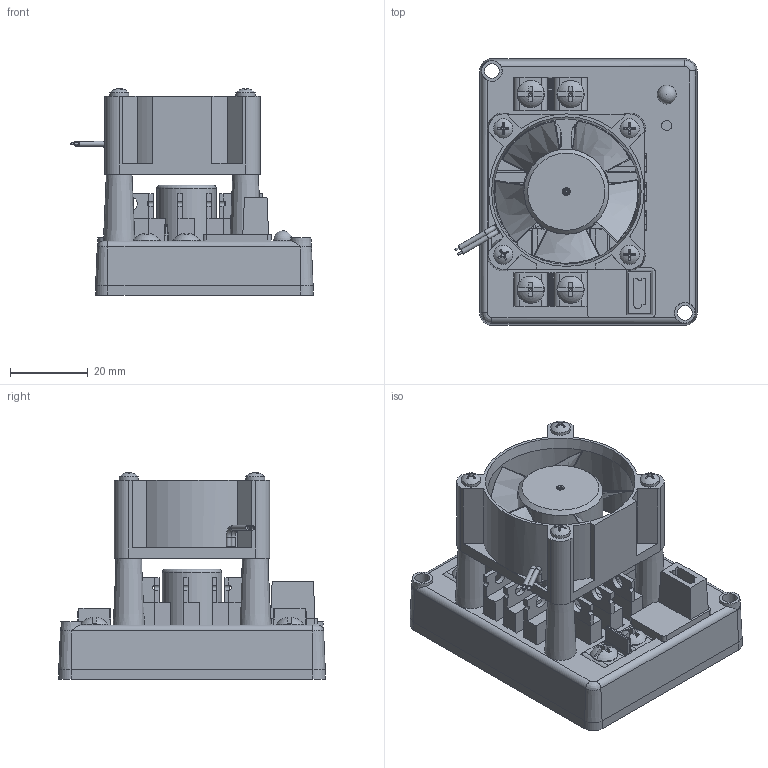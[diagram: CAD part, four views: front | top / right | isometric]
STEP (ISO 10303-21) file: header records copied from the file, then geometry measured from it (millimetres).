
FILE_DESCRIPTION(/* description */ ('Speed Controller, Victor 888'),/* implementation_level */ '2;1');
FILE_NAME(/* name */ 'CS_Controller_217-2769.ipt.stp',/* time_stamp */ '2016-01-07T16:35:57-08:00',/* author */ ('Autodesk, Inc.'),/* organization */ ('Autodesk, Inc.'),/* preprocessor_version */ 'ST-DEVELOPER v16.1',/* originating_system */ 'Autodesk Inventor 2016',/* authorisation */ '');
FILE_SCHEMA (('AUTOMOTIVE_DESIGN { 1 0 10303 214 3 1 1 }'));
Length unit declared in the file: inch
Products named in the file (1): CS_Controller_217-2769
Bounding box: 62.33 x 68.58 x 53.19 mm (x, y, z)
Volume: 57195.8 mm3; surface area: 51687.3 mm2
Topology: 14 solids, 23 shells, 971 faces, 2520 edges, 1576 vertices
Faces by surface type: plane 637, cylinder 187, cone 62, torus 37, bspline 31, sphere 17
Full cylindrical faces by diameter (mm): 0.508 x2, 1.27 x5, 1.93 x4, 2.591 x2, 2.845 x4, 2.846 x1, 3.175 x4, 3.708 x12, 3.81 x12, 4.35 x4, 4.839 x1, 4.864 x1, 4.953 x4, 6.985 x4, 10.16 x1, 15.24 x1, 15.875 x2, 20 x1, 37.5 x1
Entity records: 30730 total; most frequent: CARTESIAN_POINT 6433, DIRECTION 4771, ORIENTED_EDGE 4768, EDGE_CURVE 2375, AXIS2_PLACEMENT_3D 1635, VERTEX_POINT 1532, LINE 1501, VECTOR 1501
